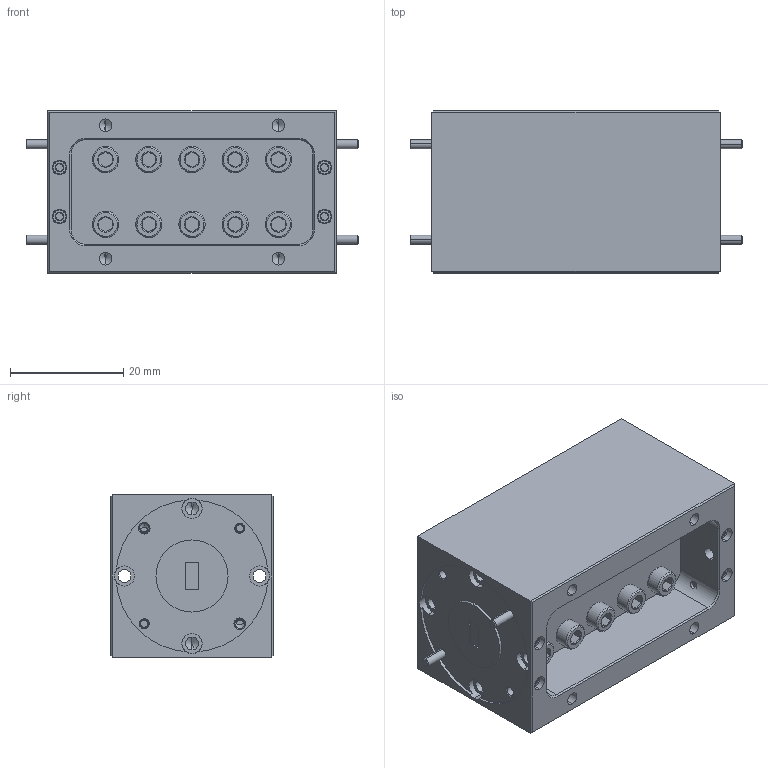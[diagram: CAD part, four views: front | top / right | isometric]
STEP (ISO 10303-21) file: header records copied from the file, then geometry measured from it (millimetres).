
FILE_DESCRIPTION (( 'STEP AP203' ), '1' );
FILE_NAME ('SWF-60366340-19-L1.STEP', '2023-06-02T22:39:33', ( '' ), ( '' ), 'SwSTEP 2.0', 'SolidWorks 2021', '' );
FILE_SCHEMA (( 'CONFIG_CONTROL_DESIGN' ));
Length unit declared in the file: inch
Products named in the file (1): SWF-60366340-19-L1
Bounding box: 58.55 x 28.57 x 28.57 mm (x, y, z)
Volume: 26184.7 mm3; surface area: 11587.4 mm2
Topology: 19 solids, 19 shells, 622 faces, 1294 edges, 748 vertices
Faces by surface type: cone 230, plane 216, cylinder 176
Entity records: 16765 total; most frequent: CARTESIAN_POINT 3439, DIRECTION 2952, ORIENTED_EDGE 2540, EDGE_CURVE 1270, AXIS2_PLACEMENT_3D 1185, VERTEX_POINT 748, EDGE_LOOP 708, FACE_OUTER_BOUND 622
